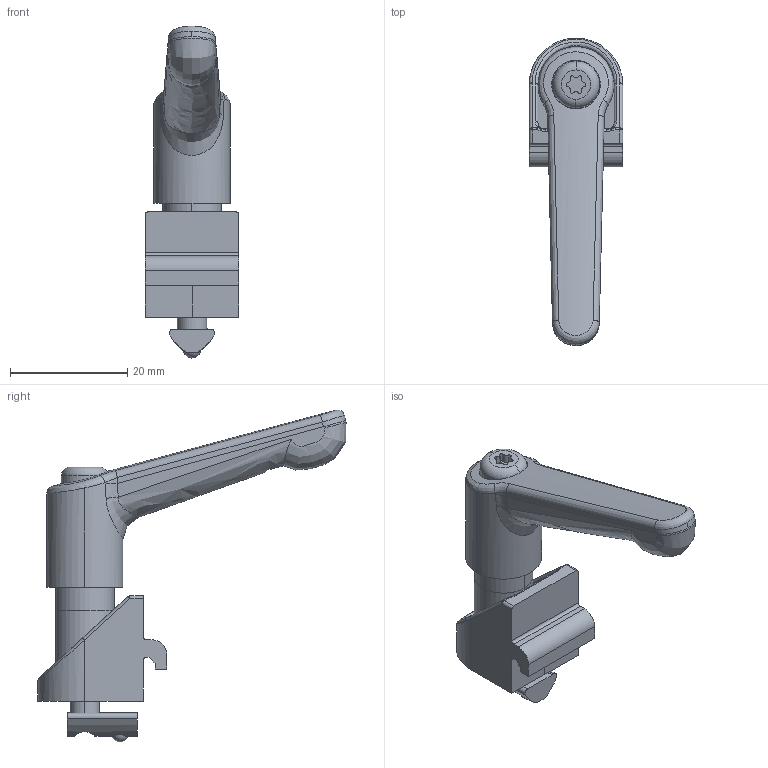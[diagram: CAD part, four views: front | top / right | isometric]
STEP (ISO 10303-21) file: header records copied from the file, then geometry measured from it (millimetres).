
FILE_DESCRIPTION(/* description */ ('KriTec Klemmwinkel 5 mit Klemmhebel'),/* implementation_level */ '2;1');
FILE_NAME(/* name */ '13459_KriTec_Klemmwinkel_5_mit_Klemmhebel.stp',/* time_stamp */ '2020-01-15T10:24:08+01:00',/* author */ ('Nell'),/* organization */ (''),/* preprocessor_version */ 'ST-DEVELOPER v17',/* originating_system */ 'Autodesk Inventor 2018',/* authorisation */ '');
FILE_SCHEMA (('AUTOMOTIVE_DESIGN { 1 0 10303 214 3 1 1 }'));
Length unit declared in the file: millimetre
Products named in the file (5): 13459; 13167; 13459_2; 11011; 13459_1
Assembly tree (4 placements, depth 2):
  13459
    13167
    13459_2
    11011
    13459_1
Bounding box: 16 x 52.62 x 56.7 mm (x, y, z)
Volume: 8574.1 mm3; surface area: 5476.3 mm2
Topology: 4 solids, 5 shells, 141 faces, 354 edges, 227 vertices
Faces by surface type: cylinder 64, plane 39, bspline 30, sphere 4, cone 2, torus 2
Full cylindrical faces by diameter (mm): 4.134 x1, 5.2 x1, 6.3 x1, 10 x1
Entity records: 7622 total; most frequent: CARTESIAN_POINT 4159, ORIENTED_EDGE 708, DIRECTION 647, EDGE_CURVE 354, AXIS2_PLACEMENT_3D 259, VERTEX_POINT 227, EDGE_LOOP 151, FACE_OUTER_BOUND 141
